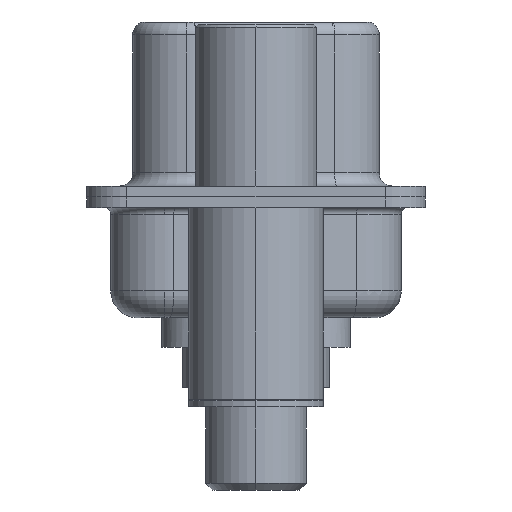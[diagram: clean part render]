
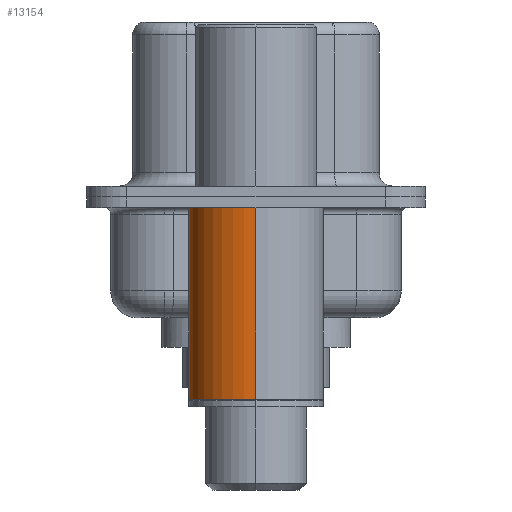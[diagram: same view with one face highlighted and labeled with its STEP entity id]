
A CAD part, left-side view. The second image highlights one B-rep face of the part: STEP entity #13154.
In plain terms, the highlighted cylindrical face has radius 2.5 mm (diameter 5 mm), a partial arc.
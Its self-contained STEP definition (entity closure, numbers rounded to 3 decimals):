
#117 = ORIENTED_EDGE ( 'NONE', *, *, #2714, .F. ) ;
#1069 = EDGE_CURVE ( 'NONE', #4320, #16165, #16171, .T. ) ;
#1370 = ORIENTED_EDGE ( 'NONE', *, *, #1069, .T. ) ;
#2054 = CARTESIAN_POINT ( 'NONE',  ( 0., 0., 0.581 ) ) ;
#2714 = EDGE_CURVE ( 'NONE', #5789, #18308, #11887, .T. ) ;
#3573 = CARTESIAN_POINT ( 'NONE',  ( 2.5, 0., 0.581 ) ) ;
#4320 = VERTEX_POINT ( 'NONE', #14173 ) ;
#4492 = DIRECTION ( 'NONE',  ( 1., 0., 0. ) ) ;
#5460 = DIRECTION ( 'NONE',  ( 0., 0., 1. ) ) ;
#5488 = DIRECTION ( 'NONE',  ( 1., 0., 0. ) ) ;
#5789 = VERTEX_POINT ( 'NONE', #9255 ) ;
#6042 = CARTESIAN_POINT ( 'NONE',  ( 0., 0., -0.4 ) ) ;
#6910 = EDGE_LOOP ( 'NONE', ( #1370, #7794, #117, #7428 ) ) ;
#7411 = DIRECTION ( 'NONE',  ( 1., 0., 0. ) ) ;
#7428 = ORIENTED_EDGE ( 'NONE', *, *, #11707, .F. ) ;
#7794 = ORIENTED_EDGE ( 'NONE', *, *, #19375, .T. ) ;
#8393 = LINE ( 'NONE', #23039, #21860 ) ;
#9255 = CARTESIAN_POINT ( 'NONE',  ( 2.5, 0., -0.4 ) ) ;
#10122 = VECTOR ( 'NONE', #17716, 1000. ) ;
#10718 = DIRECTION ( 'NONE',  ( 0., 0., 1. ) ) ;
#11697 = DIRECTION ( 'NONE',  ( 0., 0., 1. ) ) ;
#11707 = EDGE_CURVE ( 'NONE', #4320, #5789, #23018, .T. ) ;
#11887 = CIRCLE ( 'NONE', #14571, 2.5 ) ;
#12263 = DIRECTION ( 'NONE',  ( 0., 0., 1. ) ) ;
#12964 = CYLINDRICAL_SURFACE ( 'NONE', #18680, 2.5 ) ;
#13154 = ADVANCED_FACE ( 'NONE', ( #18061 ), #12964, .T. ) ;
#13867 = CARTESIAN_POINT ( 'NONE',  ( 0., 0., -7.525 ) ) ;
#14173 = CARTESIAN_POINT ( 'NONE',  ( 2.5, 0., -7.525 ) ) ;
#14571 = AXIS2_PLACEMENT_3D ( 'NONE', #6042, #11697, #4492 ) ;
#16165 = VERTEX_POINT ( 'NONE', #16340 ) ;
#16171 = CIRCLE ( 'NONE', #20646, 2.5 ) ;
#16340 = CARTESIAN_POINT ( 'NONE',  ( -2.5, 0., -7.525 ) ) ;
#17716 = DIRECTION ( 'NONE',  ( 0., 0., 1. ) ) ;
#18061 = FACE_OUTER_BOUND ( 'NONE', #6910, .T. ) ;
#18308 = VERTEX_POINT ( 'NONE', #20501 ) ;
#18680 = AXIS2_PLACEMENT_3D ( 'NONE', #2054, #5460, #7411 ) ;
#19375 = EDGE_CURVE ( 'NONE', #16165, #18308, #8393, .T. ) ;
#20501 = CARTESIAN_POINT ( 'NONE',  ( -2.5, 0., -0.4 ) ) ;
#20646 = AXIS2_PLACEMENT_3D ( 'NONE', #13867, #10718, #5488 ) ;
#21860 = VECTOR ( 'NONE', #12263, 1000. ) ;
#23018 = LINE ( 'NONE', #3573, #10122 ) ;
#23039 = CARTESIAN_POINT ( 'NONE',  ( -2.5, 0., 0.581 ) ) ;
